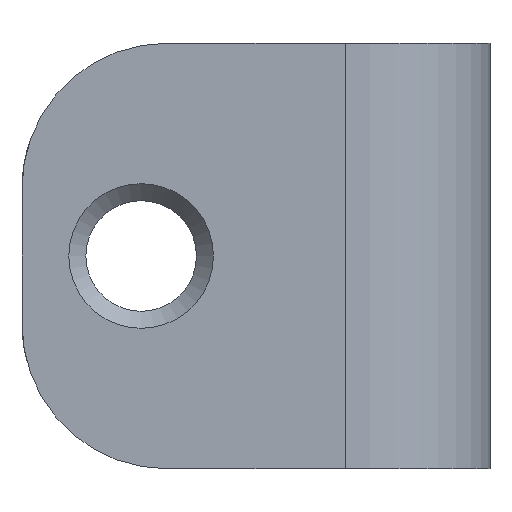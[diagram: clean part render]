
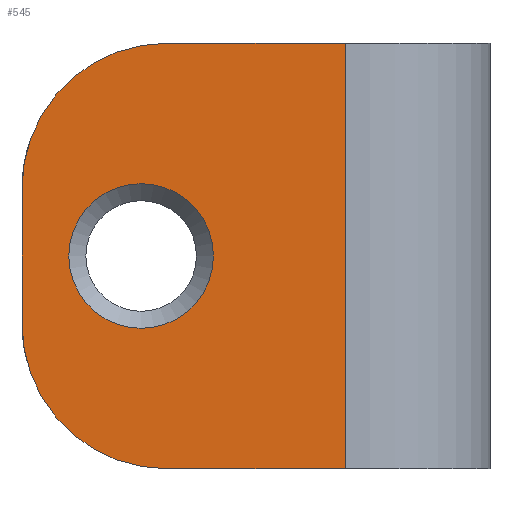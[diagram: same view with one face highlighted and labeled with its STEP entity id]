
A CAD part, front view. The second image highlights one B-rep face of the part: STEP entity #545.
In plain terms, the highlighted planar face has unit normal (0, -1, 0).
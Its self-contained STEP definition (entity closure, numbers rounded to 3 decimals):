
#18=FACE_BOUND('',#121,.T.);
#39=CIRCLE('',#594,17.);
#43=CIRCLE('',#602,17.);
#48=CIRCLE('',#614,8.5);
#87=FACE_OUTER_BOUND('',#120,.T.);
#120=EDGE_LOOP('',(#467,#468,#469,#470,#471,#472));
#121=EDGE_LOOP('',(#473));
#159=LINE('',#898,#203);
#172=LINE('',#942,#216);
#173=LINE('',#944,#217);
#174=LINE('',#945,#218);
#203=VECTOR('',#706,10.);
#216=VECTOR('',#755,10.);
#217=VECTOR('',#756,10.);
#218=VECTOR('',#757,10.);
#245=VERTEX_POINT('',#874);
#246=VERTEX_POINT('',#876);
#253=VERTEX_POINT('',#896);
#255=VERTEX_POINT('',#902);
#264=VERTEX_POINT('',#933);
#266=VERTEX_POINT('',#941);
#267=VERTEX_POINT('',#943);
#305=EDGE_CURVE('',#245,#246,#39,.T.);
#316=EDGE_CURVE('',#253,#245,#159,.T.);
#319=EDGE_CURVE('',#255,#253,#43,.T.);
#333=EDGE_CURVE('',#264,#264,#48,.T.);
#337=EDGE_CURVE('',#266,#255,#172,.T.);
#338=EDGE_CURVE('',#267,#266,#173,.T.);
#339=EDGE_CURVE('',#246,#267,#174,.T.);
#467=ORIENTED_EDGE('',*,*,#319,.F.);
#468=ORIENTED_EDGE('',*,*,#337,.F.);
#469=ORIENTED_EDGE('',*,*,#338,.F.);
#470=ORIENTED_EDGE('',*,*,#339,.F.);
#471=ORIENTED_EDGE('',*,*,#305,.F.);
#472=ORIENTED_EDGE('',*,*,#316,.F.);
#473=ORIENTED_EDGE('',*,*,#333,.F.);
#520=PLANE('',#617);
#545=ADVANCED_FACE('',(#87,#18),#520,.F.);
#594=AXIS2_PLACEMENT_3D('',#877,#686,#687);
#602=AXIS2_PLACEMENT_3D('',#904,#712,#713);
#614=AXIS2_PLACEMENT_3D('',#934,#745,#746);
#617=AXIS2_PLACEMENT_3D('',#940,#753,#754);
#686=DIRECTION('center_axis',(0.,1.,0.));
#687=DIRECTION('ref_axis',(-0.707,0.,0.707));
#706=DIRECTION('',(0.,0.,1.));
#712=DIRECTION('center_axis',(0.,1.,0.));
#713=DIRECTION('ref_axis',(-0.707,0.,-0.707));
#745=DIRECTION('center_axis',(0.,-1.,0.));
#746=DIRECTION('ref_axis',(1.,0.,0.));
#753=DIRECTION('center_axis',(0.,1.,0.));
#754=DIRECTION('ref_axis',(0.,0.,1.));
#755=DIRECTION('',(-1.,0.,0.));
#756=DIRECTION('',(0.,0.,-1.));
#757=DIRECTION('',(1.,0.,0.));
#874=CARTESIAN_POINT('',(-55.,0.,-17.));
#876=CARTESIAN_POINT('',(-38.,0.,0.));
#877=CARTESIAN_POINT('Origin',(-38.,0.,-17.));
#896=CARTESIAN_POINT('',(-55.,0.,-33.));
#898=CARTESIAN_POINT('',(-55.,0.,-50.));
#902=CARTESIAN_POINT('',(-38.,0.,-50.));
#904=CARTESIAN_POINT('Origin',(-38.,0.,-33.));
#933=CARTESIAN_POINT('',(-49.5,0.,-25.));
#934=CARTESIAN_POINT('Origin',(-41.,0.,-25.));
#940=CARTESIAN_POINT('Origin',(-27.5,0.,-25.));
#941=CARTESIAN_POINT('',(-17.,0.,-50.));
#942=CARTESIAN_POINT('',(0.,0.,-50.));
#943=CARTESIAN_POINT('',(-17.,0.,0.));
#944=CARTESIAN_POINT('',(-17.,0.,-12.5));
#945=CARTESIAN_POINT('',(-55.,0.,0.));
